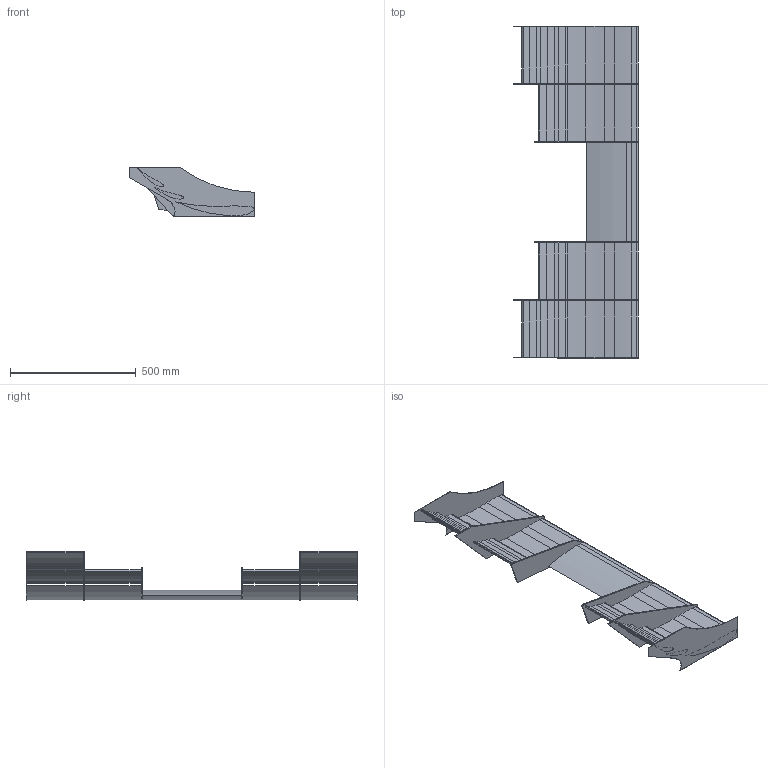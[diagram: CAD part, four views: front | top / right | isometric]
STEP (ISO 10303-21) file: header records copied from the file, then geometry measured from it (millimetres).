
FILE_DESCRIPTION(/* description */ (''),/* implementation_level */ '2;1');
FILE_NAME(/* name */ 'Fr.wing_cradle(wall&gurnee).stp',/* time_stamp */ '2018-04-20T20:26:49+09:00',/* author */ ('ku_sk'),/* organization */ (''),/* preprocessor_version */ 'ST-DEVELOPER v17',/* originating_system */ 'Autodesk Inventor 2018',/* authorisation */ '');
FILE_SCHEMA (('AUTOMOTIVE_DESIGN { 1 0 10303 214 3 1 1 }'));
Length unit declared in the file: millimetre
Products named in the file (1): Fr.wing_cradle(gurnee)
Bounding box: 500 x 1318 x 198 mm (x, y, z)
Volume: 12215529.6 mm3; surface area: 1608991.1 mm2
Topology: 1 solids, 1 shells, 197 faces, 545 edges, 356 vertices
Faces by surface type: cylinder 143, plane 52, bspline 2
Entity records: 6654 total; most frequent: CARTESIAN_POINT 1305, DIRECTION 1209, ORIENTED_EDGE 1090, EDGE_CURVE 545, AXIS2_PLACEMENT_3D 472, VERTEX_POINT 356, CIRCLE 276, LINE 265
